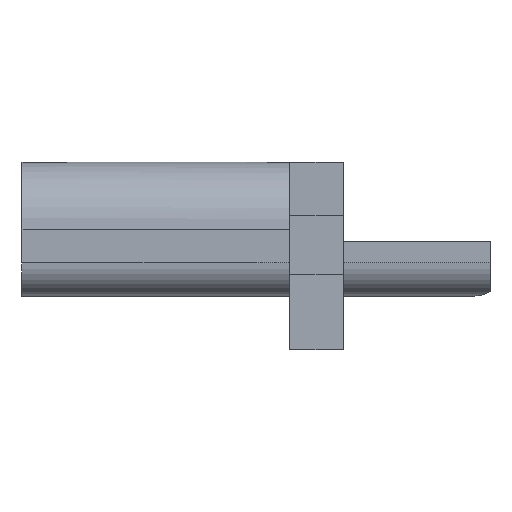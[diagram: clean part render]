
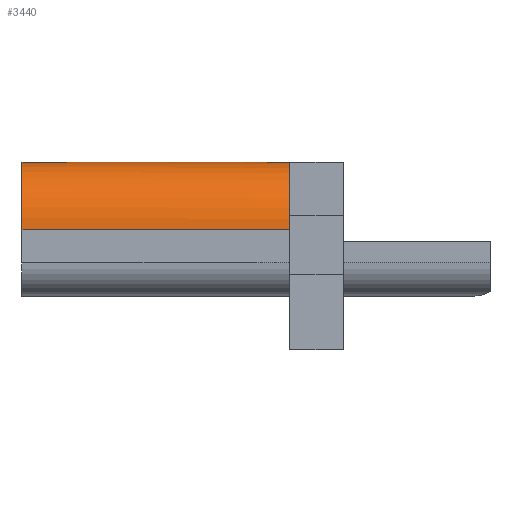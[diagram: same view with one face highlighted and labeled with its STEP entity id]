
A CAD part, left-side view. The second image highlights one B-rep face of the part: STEP entity #3440.
In plain terms, the highlighted cylindrical face has radius 1.6 mm (diameter 3.2 mm), a partial arc.
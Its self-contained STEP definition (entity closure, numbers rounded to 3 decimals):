
#18 = LINE ( 'NONE', #2351, #75 ) ;
#23 = ORIENTED_EDGE ( 'NONE', *, *, #529, .T. ) ;
#75 = VECTOR ( 'NONE', #3146, 1000. ) ;
#278 = DIRECTION ( 'NONE',  ( 0., 0., 1. ) ) ;
#281 = DIRECTION ( 'NONE',  ( 0., -1., 0. ) ) ;
#326 = ORIENTED_EDGE ( 'NONE', *, *, #3780, .T. ) ;
#361 = AXIS2_PLACEMENT_3D ( 'NONE', #2272, #281, #3775 ) ;
#432 = CARTESIAN_POINT ( 'NONE',  ( -5.37, 5.295, -0.328 ) ) ;
#529 = EDGE_CURVE ( 'NONE', #3075, #1806, #5031, .T. ) ;
#639 = EDGE_CURVE ( 'NONE', #741, #704, #1352, .T. ) ;
#704 = VERTEX_POINT ( 'NONE', #4662 ) ;
#741 = VERTEX_POINT ( 'NONE', #1147 ) ;
#919 = DIRECTION ( 'NONE',  ( 0., -1., 0. ) ) ;
#977 = CARTESIAN_POINT ( 'NONE',  ( -3.769, 5.295, -0.328 ) ) ;
#1048 = LINE ( 'NONE', #432, #4032 ) ;
#1089 = VERTEX_POINT ( 'NONE', #2636 ) ;
#1147 = CARTESIAN_POINT ( 'NONE',  ( -2.182, 0.113, -0.529 ) ) ;
#1152 = EDGE_LOOP ( 'NONE', ( #4461, #3320, #1993, #4263, #23, #326 ) ) ;
#1316 = DIRECTION ( 'NONE',  ( 0., -1., 0. ) ) ;
#1352 = CIRCLE ( 'NONE', #1697, 1.6 ) ;
#1690 = CARTESIAN_POINT ( 'NONE',  ( -2.69, 5.295, 0.854 ) ) ;
#1697 = AXIS2_PLACEMENT_3D ( 'NONE', #1845, #4588, #278 ) ;
#1747 = DIRECTION ( 'NONE',  ( 0., -1., 0. ) ) ;
#1806 = VERTEX_POINT ( 'NONE', #2904 ) ;
#1834 = AXIS2_PLACEMENT_3D ( 'NONE', #1914, #2900, #4520 ) ;
#1845 = CARTESIAN_POINT ( 'NONE',  ( -3.769, 0.113, -0.328 ) ) ;
#1914 = CARTESIAN_POINT ( 'NONE',  ( -3.769, -1.055, -0.328 ) ) ;
#1993 = ORIENTED_EDGE ( 'NONE', *, *, #639, .F. ) ;
#2272 = CARTESIAN_POINT ( 'NONE',  ( -3.769, 5.295, -0.328 ) ) ;
#2323 = CARTESIAN_POINT ( 'NONE',  ( -2.182, 5.295, -0.529 ) ) ;
#2351 = CARTESIAN_POINT ( 'NONE',  ( -2.182, 5.295, -0.529 ) ) ;
#2388 = EDGE_CURVE ( 'NONE', #1089, #4009, #3083, .T. ) ;
#2497 = EDGE_CURVE ( 'NONE', #3075, #741, #18, .T. ) ;
#2556 = DIRECTION ( 'NONE',  ( 0., 0., -1. ) ) ;
#2636 = CARTESIAN_POINT ( 'NONE',  ( -2.69, -1.055, 0.854 ) ) ;
#2885 = LINE ( 'NONE', #1690, #4668 ) ;
#2900 = DIRECTION ( 'NONE',  ( 0., -1., 0. ) ) ;
#2904 = CARTESIAN_POINT ( 'NONE',  ( -5.37, 5.295, -0.328 ) ) ;
#3075 = VERTEX_POINT ( 'NONE', #2323 ) ;
#3083 = CIRCLE ( 'NONE', #1834, 1.6 ) ;
#3146 = DIRECTION ( 'NONE',  ( 0., -1., 0. ) ) ;
#3320 = ORIENTED_EDGE ( 'NONE', *, *, #4440, .F. ) ;
#3440 = ADVANCED_FACE ( 'NONE', ( #5073 ), #3876, .T. ) ;
#3775 = DIRECTION ( 'NONE',  ( 0., 0., 1. ) ) ;
#3780 = EDGE_CURVE ( 'NONE', #1806, #4009, #1048, .T. ) ;
#3876 = CYLINDRICAL_SURFACE ( 'NONE', #3980, 1.6 ) ;
#3980 = AXIS2_PLACEMENT_3D ( 'NONE', #977, #1316, #2556 ) ;
#4009 = VERTEX_POINT ( 'NONE', #5019 ) ;
#4032 = VECTOR ( 'NONE', #919, 1000. ) ;
#4263 = ORIENTED_EDGE ( 'NONE', *, *, #2497, .F. ) ;
#4440 = EDGE_CURVE ( 'NONE', #704, #1089, #2885, .T. ) ;
#4461 = ORIENTED_EDGE ( 'NONE', *, *, #2388, .F. ) ;
#4520 = DIRECTION ( 'NONE',  ( 0., 0., 1. ) ) ;
#4588 = DIRECTION ( 'NONE',  ( 0., -1., 0. ) ) ;
#4662 = CARTESIAN_POINT ( 'NONE',  ( -2.69, 0.113, 0.854 ) ) ;
#4668 = VECTOR ( 'NONE', #1747, 1000. ) ;
#5019 = CARTESIAN_POINT ( 'NONE',  ( -5.37, -1.055, -0.328 ) ) ;
#5031 = CIRCLE ( 'NONE', #361, 1.6 ) ;
#5073 = FACE_OUTER_BOUND ( 'NONE', #1152, .T. ) ;
